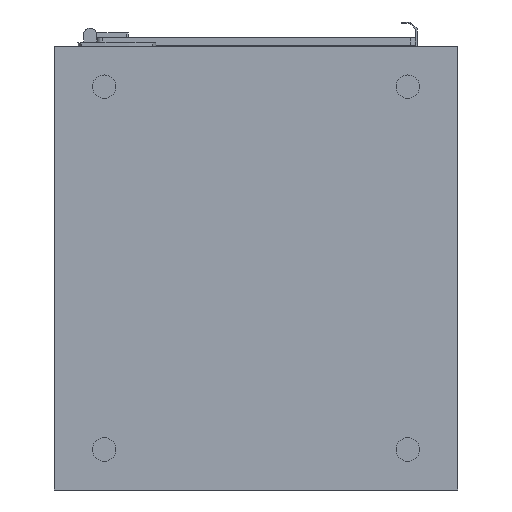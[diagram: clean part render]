
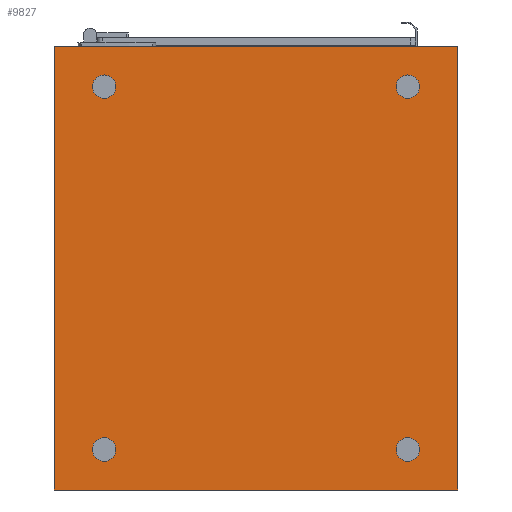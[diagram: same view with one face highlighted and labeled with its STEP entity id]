
A CAD part, front view. The second image highlights one B-rep face of the part: STEP entity #9827.
In plain terms, the highlighted planar face has unit normal (0, -1, 0).
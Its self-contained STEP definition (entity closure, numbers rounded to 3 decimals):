
#177=PLANE('',#10514);
#771=FACE_OUTER_BOUND('',#1370,.T.);
#1370=EDGE_LOOP('',(#7061,#7062,#7063,#7064));
#1987=LINE('',#14139,#3217);
#1991=LINE('',#14147,#3221);
#1994=LINE('',#14153,#3224);
#1997=LINE('',#14158,#3227);
#3217=VECTOR('',#11352,10.);
#3221=VECTOR('',#11358,10.);
#3224=VECTOR('',#11363,10.);
#3227=VECTOR('',#11368,10.);
#4631=VERTEX_POINT('',#14137);
#4632=VERTEX_POINT('',#14138);
#4635=VERTEX_POINT('',#14146);
#4637=VERTEX_POINT('',#14152);
#5583=EDGE_CURVE('',#4631,#4632,#1987,.T.);
#5587=EDGE_CURVE('',#4635,#4631,#1991,.T.);
#5590=EDGE_CURVE('',#4637,#4635,#1994,.T.);
#5593=EDGE_CURVE('',#4632,#4637,#1997,.T.);
#7061=ORIENTED_EDGE('',*,*,#5593,.F.);
#7062=ORIENTED_EDGE('',*,*,#5583,.F.);
#7063=ORIENTED_EDGE('',*,*,#5587,.F.);
#7064=ORIENTED_EDGE('',*,*,#5590,.F.);
#9827=ADVANCED_FACE('',(#771),#177,.F.);
#10514=AXIS2_PLACEMENT_3D('',#14161,#11372,#11373);
#11352=DIRECTION('',(0.,0.,1.));
#11358=DIRECTION('',(-1.,0.,0.));
#11363=DIRECTION('',(0.,0.,-1.));
#11368=DIRECTION('',(1.,0.,0.));
#11372=DIRECTION('center_axis',(0.,1.,0.));
#11373=DIRECTION('ref_axis',(0.,0.,1.));
#14137=CARTESIAN_POINT('',(-212.5,0.,-233.5));
#14138=CARTESIAN_POINT('',(-212.5,0.,233.5));
#14139=CARTESIAN_POINT('',(-212.5,0.,-233.5));
#14146=CARTESIAN_POINT('',(212.5,0.,-233.5));
#14147=CARTESIAN_POINT('',(212.5,0.,-233.5));
#14152=CARTESIAN_POINT('',(212.5,0.,233.5));
#14153=CARTESIAN_POINT('',(212.5,0.,233.5));
#14158=CARTESIAN_POINT('',(-212.5,0.,233.5));
#14161=CARTESIAN_POINT('Origin',(0.,0.,0.));
